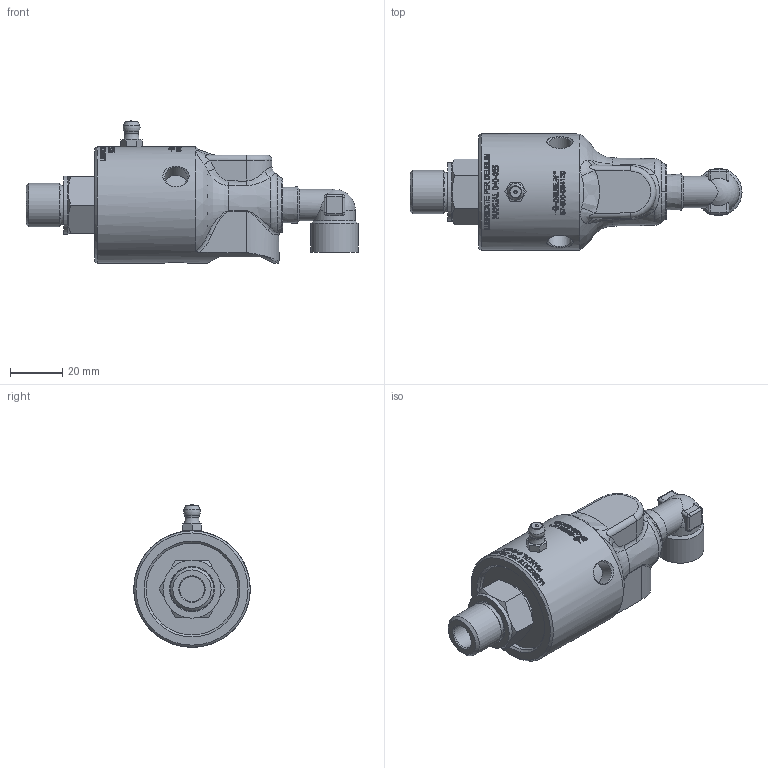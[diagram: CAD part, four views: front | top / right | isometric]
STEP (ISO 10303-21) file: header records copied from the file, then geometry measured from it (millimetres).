
FILE_DESCRIPTION(/* description */ (''),/* implementation_level */ '2;1');
FILE_NAME(/* name */ '57-000-094120-ICa.stp',/* time_stamp */ '2022-01-11T15:52:03-06:00',/* author */ ('dyurkovich'),/* organization */ (''),/* preprocessor_version */ 'ST-DEVELOPER v18.1',/* originating_system */ 'Autodesk Inventor 2022',/* authorisation */ '');
FILE_SCHEMA (('AUTOMOTIVE_DESIGN { 1 0 10303 214 3 1 1 }'));
Products named in the file (1): 57-000-094120-IC
Bounding box: 126.96 x 44.5 x 54.5 mm (x, y, z)
Volume: 96740.5 mm3; surface area: 19061 mm2
Topology: 4 solids, 4 shells, 1002 faces, 2644 edges, 1743 vertices
Faces by surface type: bspline 469, plane 361, cylinder 133, cone 25, torus 9, sphere 5
Full cylindrical faces by diameter (mm): 8.6 x3, 9.5 x1, 11.199 x1, 12 x1, 14.501 x1, 16 x1, 16.662 x1, 17.3 x1, 18 x1, 19.15 x1, 22.2 x1, 35.05 x1, 44.5 x1
Entity records: 84451 total; most frequent: CARTESIAN_POINT 61666, ORIENTED_EDGE 5282, DIRECTION 3656, EDGE_CURVE 2641, VERTEX_POINT 1743, AXIS2_PLACEMENT_3D 1265, LINE 1126, VECTOR 1126
